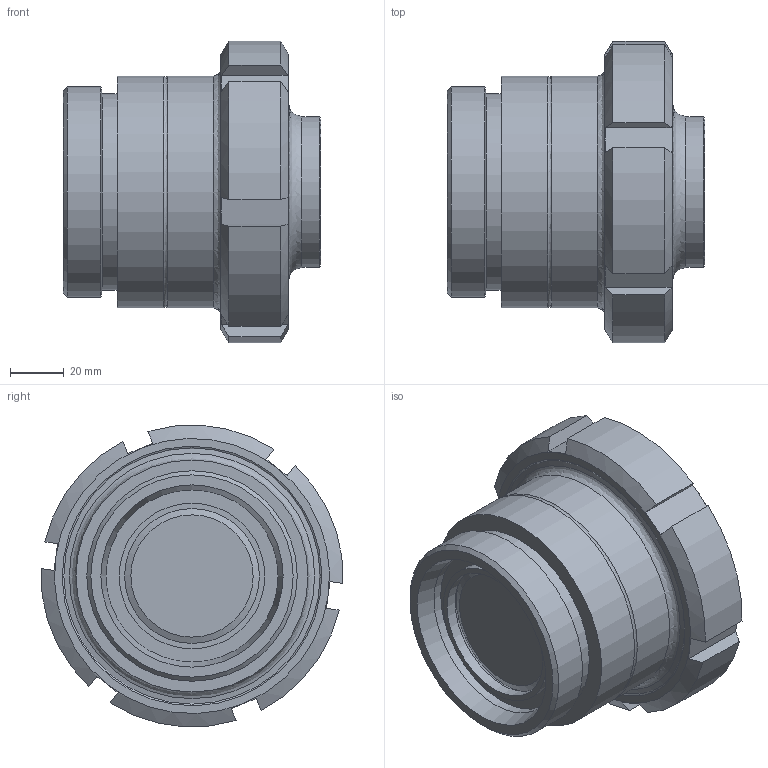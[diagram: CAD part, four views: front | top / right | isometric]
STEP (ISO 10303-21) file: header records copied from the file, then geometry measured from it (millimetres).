
FILE_DESCRIPTION((''),'2;1');
FILE_NAME('65001200X300.stp','2010-09-09T08:39:23',('Creator'),(''),'Autodesk Inventor 2010','Autodesk Inventor 2010','');
FILE_SCHEMA(('AUTOMOTIVE_DESIGN { 1 0 10303 214 1 1 1 1 }'));
Length unit declared in the file: millimetre
Products named in the file (1): 65001200X300
Bounding box: 95.5 x 111.87 x 111.85 mm (x, y, z)
Surface area: 120126.8 mm2 (no closed solid volume)
Topology: 0 solids, 7 shells, 128 faces, 264 edges, 161 vertices
Faces by surface type: cylinder 45, plane 43, cone 32, bspline 5, torus 3
Full cylindrical faces by diameter (mm): 14 x2, 22 x2, 47.8 x1, 50 x1, 54 x1, 56 x1, 62 x1, 63.8 x1, 64 x1, 66.5 x1, 71 x2, 71.3 x1, 73 x1, 78 x1, 79 x1, 80 x2, 80.8 x1, 81 x1, 86 x2, 91.19 x1, 95 x1, 95.4 x1
Entity records: 13733 total; most frequent: CARTESIAN_POINT 11232, DIRECTION 530, ORIENTED_EDGE 420, AXIS2_PLACEMENT_3D 247, EDGE_CURVE 210, EDGE_LOOP 209, VERTEX_POINT 161, FACE_OUTER_BOUND 128
